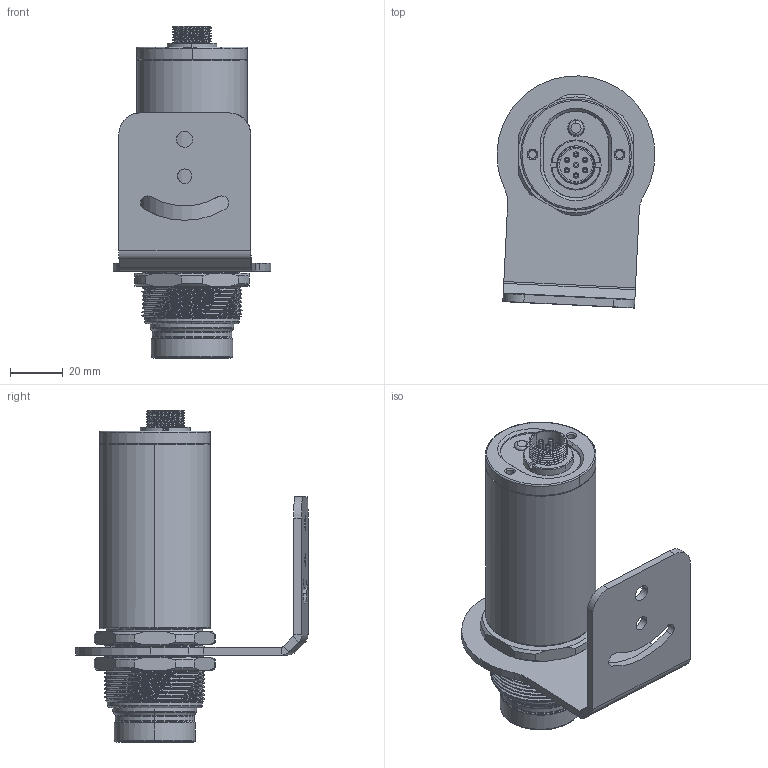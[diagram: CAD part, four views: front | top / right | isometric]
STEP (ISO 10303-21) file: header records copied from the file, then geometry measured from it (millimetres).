
FILE_DESCRIPTION((''),'2;1');
FILE_NAME('IS30_ASM','2021-11-30T',('Klaus'),(''),'PRO/ENGINEER BY PARAMETRIC TECHNOLOGY CORPORATION, 2011180','PRO/ENGINEER BY PARAMETRIC TECHNOLOGY CORPORATION, 2011180','');
FILE_SCHEMA(('CONFIG_CONTROL_DESIGN'));
Length unit declared in the file: millimetre
Products named in the file (15): S253; S253_ASM; S260; S259; S130; S252; S071; CON44; S122; CON44-1; O-RING; ASM2_ASM; ASM1_ASM; IS30FB; IS30_ASM
Assembly tree (15 placements, depth 4):
  IS30_ASM
    S253_ASM
      S253
    S260  x2
    ASM1_ASM
      S259
      S130
      ASM2_ASM
        S252
        S071
        CON44
        S122
        CON44-1
        O-RING
    IS30FB
Bounding box: 59.93 x 88.12 x 126 mm (x, y, z)
Volume: 76703.2 mm3; surface area: 61003.2 mm2
Topology: 12 solids, 12 shells, 578 faces, 1573 edges, 1057 vertices
Faces by surface type: cylinder 241, plane 121, cone 103, bspline 74, torus 38, extrusion 1
Entity records: 38105 total; most frequent: CARTESIAN_POINT 24584, ORIENTED_EDGE 2862, DIRECTION 2728, EDGE_CURVE 1431, AXIS2_PLACEMENT_3D 1141, VERTEX_POINT 959, CIRCLE 638, EDGE_LOOP 598
